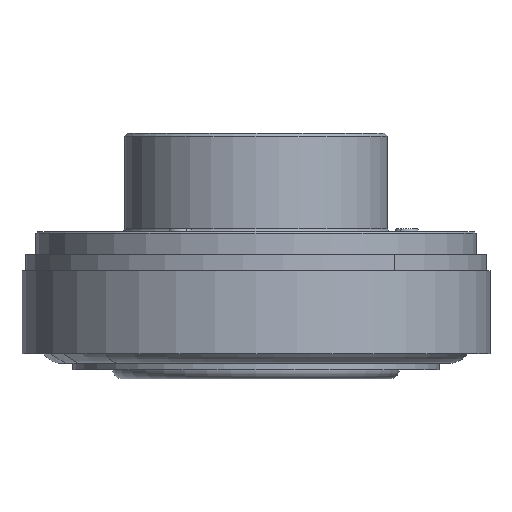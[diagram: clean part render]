
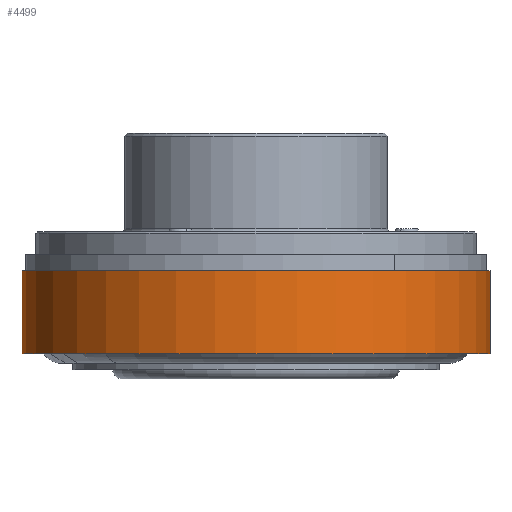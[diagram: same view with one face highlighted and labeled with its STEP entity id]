
A CAD part, front view. The second image highlights one B-rep face of the part: STEP entity #4499.
In plain terms, the highlighted cylindrical face has radius 76 mm (diameter 152 mm), a partial arc.
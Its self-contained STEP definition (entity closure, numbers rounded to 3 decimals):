
#357 = EDGE_CURVE ( 'NONE', #6341, #1388, #8985, .T. ) ;
#440 = LINE ( 'NONE', #5343, #1941 ) ;
#983 = CARTESIAN_POINT ( 'NONE',  ( 0., 0., 35.1 ) ) ;
#1362 = ORIENTED_EDGE ( 'NONE', *, *, #9309, .F. ) ;
#1388 = VERTEX_POINT ( 'NONE', #2755 ) ;
#1487 = VERTEX_POINT ( 'NONE', #7603 ) ;
#1780 = AXIS2_PLACEMENT_3D ( 'NONE', #983, #4761, #6292 ) ;
#1809 = ORIENTED_EDGE ( 'NONE', *, *, #357, .F. ) ;
#1941 = VECTOR ( 'NONE', #6870, 1000. ) ;
#2450 = CARTESIAN_POINT ( 'NONE',  ( 0., 0., 8.1 ) ) ;
#2755 = CARTESIAN_POINT ( 'NONE',  ( 76., 0., 35.1 ) ) ;
#2801 = DIRECTION ( 'NONE',  ( 0., 0., -1. ) ) ;
#3080 = CARTESIAN_POINT ( 'NONE',  ( 76., 0., 8.1 ) ) ;
#3185 = DIRECTION ( 'NONE',  ( 1., 0., 0. ) ) ;
#3634 = ORIENTED_EDGE ( 'NONE', *, *, #8687, .T. ) ;
#4140 = VERTEX_POINT ( 'NONE', #3080 ) ;
#4499 = ADVANCED_FACE ( 'NONE', ( #9765 ), #5492, .T. ) ;
#4550 = ORIENTED_EDGE ( 'NONE', *, *, #7158, .T. ) ;
#4761 = DIRECTION ( 'NONE',  ( 0., 0., 1. ) ) ;
#4957 = DIRECTION ( 'NONE',  ( 0., 0., -1. ) ) ;
#5040 = VECTOR ( 'NONE', #2801, 1000. ) ;
#5343 = CARTESIAN_POINT ( 'NONE',  ( 76., 0., -88.99 ) ) ;
#5407 = CIRCLE ( 'NONE', #8745, 76. ) ;
#5492 = CYLINDRICAL_SURFACE ( 'NONE', #9542, 76. ) ;
#5712 = DIRECTION ( 'NONE',  ( -1., 0., 0. ) ) ;
#6292 = DIRECTION ( 'NONE',  ( 1., 0., 0. ) ) ;
#6341 = VERTEX_POINT ( 'NONE', #7069 ) ;
#6870 = DIRECTION ( 'NONE',  ( 0., 0., -1. ) ) ;
#7069 = CARTESIAN_POINT ( 'NONE',  ( -76., 0., 35.1 ) ) ;
#7158 = EDGE_CURVE ( 'NONE', #6341, #1487, #9119, .T. ) ;
#7325 = CARTESIAN_POINT ( 'NONE',  ( -76., 0., -88.99 ) ) ;
#7603 = CARTESIAN_POINT ( 'NONE',  ( -76., 0., 8.1 ) ) ;
#7714 = DIRECTION ( 'NONE',  ( 0., 0., 1. ) ) ;
#8687 = EDGE_CURVE ( 'NONE', #1487, #4140, #5407, .T. ) ;
#8745 = AXIS2_PLACEMENT_3D ( 'NONE', #2450, #7714, #3185 ) ;
#8760 = EDGE_LOOP ( 'NONE', ( #1362, #1809, #4550, #3634 ) ) ;
#8985 = CIRCLE ( 'NONE', #1780, 76. ) ;
#9119 = LINE ( 'NONE', #7325, #5040 ) ;
#9309 = EDGE_CURVE ( 'NONE', #1388, #4140, #440, .T. ) ;
#9517 = CARTESIAN_POINT ( 'NONE',  ( 0., 0., -88.99 ) ) ;
#9542 = AXIS2_PLACEMENT_3D ( 'NONE', #9517, #4957, #5712 ) ;
#9765 = FACE_OUTER_BOUND ( 'NONE', #8760, .T. ) ;
